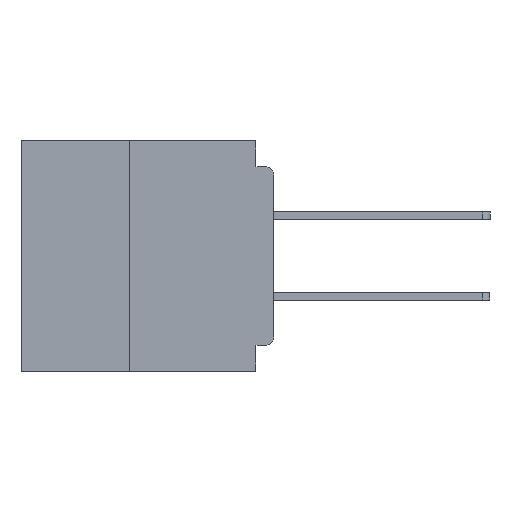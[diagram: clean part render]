
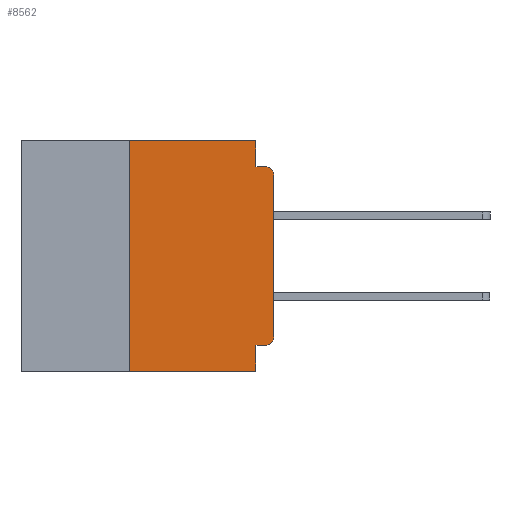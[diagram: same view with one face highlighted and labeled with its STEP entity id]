
A CAD part, left-side view. The second image highlights one B-rep face of the part: STEP entity #8562.
In plain terms, the highlighted planar face has unit normal (-1, 0, 0).
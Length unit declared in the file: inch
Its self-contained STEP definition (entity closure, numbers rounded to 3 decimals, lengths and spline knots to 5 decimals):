
#364 = VECTOR ( 'NONE', #4265, 39.37008 ) ;
#378 = DIRECTION ( 'NONE',  ( 0., 0., 1. ) ) ;
#997 = CARTESIAN_POINT ( 'NONE',  ( 0., 0.437, -0.4 ) ) ;
#2059 = CARTESIAN_POINT ( 'NONE',  ( 0., 0.015, -0.06 ) ) ;
#2536 = CARTESIAN_POINT ( 'NONE',  ( 0., 0., -0.34 ) ) ;
#2616 = CARTESIAN_POINT ( 'NONE',  ( 0., 0., 0. ) ) ;
#3349 = CARTESIAN_POINT ( 'NONE',  ( 0., 0., -0.045 ) ) ;
#3842 = VERTEX_POINT ( 'NONE', #41314 ) ;
#3959 = ORIENTED_EDGE ( 'NONE', *, *, #12142, .T. ) ;
#4265 = DIRECTION ( 'NONE',  ( 0., 1., 0. ) ) ;
#4396 = CARTESIAN_POINT ( 'NONE',  ( 0., 0.437, 0. ) ) ;
#4450 = CARTESIAN_POINT ( 'NONE',  ( 0., 0.015, -0.045 ) ) ;
#4830 = CARTESIAN_POINT ( 'NONE',  ( 0., 0., -0.355 ) ) ;
#5076 = ORIENTED_EDGE ( 'NONE', *, *, #22270, .T. ) ;
#5325 = EDGE_CURVE ( 'NONE', #31102, #47811, #32537, .T. ) ;
#5458 = LINE ( 'NONE', #997, #24931 ) ;
#5951 = DIRECTION ( 'NONE',  ( 0., 0., -1. ) ) ;
#6611 = LINE ( 'NONE', #23661, #47826 ) ;
#7750 = CIRCLE ( 'NONE', #41390, 0.015 ) ;
#8325 = DIRECTION ( 'NONE',  ( 1., 0., 0. ) ) ;
#8562 = ADVANCED_FACE ( 'NONE', ( #14077 ), #27673, .F. ) ;
#8968 = DIRECTION ( 'NONE',  ( 0., -1., 0. ) ) ;
#9101 = LINE ( 'NONE', #43784, #18285 ) ;
#9701 = ORIENTED_EDGE ( 'NONE', *, *, #5325, .F. ) ;
#10910 = DIRECTION ( 'NONE',  ( 0., 0., -1. ) ) ;
#12142 = EDGE_CURVE ( 'NONE', #38270, #28433, #5458, .T. ) ;
#13125 = CARTESIAN_POINT ( 'NONE',  ( 0., 0.031, -0.045 ) ) ;
#13417 = EDGE_CURVE ( 'NONE', #45090, #28499, #7750, .T. ) ;
#14077 = FACE_OUTER_BOUND ( 'NONE', #27241, .T. ) ;
#14352 = DIRECTION ( 'NONE',  ( 0., 0., 1. ) ) ;
#16384 = VERTEX_POINT ( 'NONE', #37985 ) ;
#16976 = VERTEX_POINT ( 'NONE', #2536 ) ;
#18285 = VECTOR ( 'NONE', #43274, 39.37008 ) ;
#19038 = DIRECTION ( 'NONE',  ( 0., -1., 0. ) ) ;
#19462 = CARTESIAN_POINT ( 'NONE',  ( 0., 0., -0.06 ) ) ;
#19857 = DIRECTION ( 'NONE',  ( 0., -1., 0. ) ) ;
#20502 = DIRECTION ( 'NONE',  ( -1., 0., 0. ) ) ;
#20621 = VECTOR ( 'NONE', #19038, 39.37008 ) ;
#20759 = EDGE_CURVE ( 'NONE', #47811, #28433, #37211, .T. ) ;
#22186 = AXIS2_PLACEMENT_3D ( 'NONE', #4396, #8325, #35409 ) ;
#22270 = EDGE_CURVE ( 'NONE', #31102, #16976, #37665, .T. ) ;
#22521 = ORIENTED_EDGE ( 'NONE', *, *, #24848, .F. ) ;
#23661 = CARTESIAN_POINT ( 'NONE',  ( 0., 0.25, -0.4 ) ) ;
#24118 = ORIENTED_EDGE ( 'NONE', *, *, #13417, .T. ) ;
#24848 = EDGE_CURVE ( 'NONE', #3842, #16384, #27446, .T. ) ;
#24931 = VECTOR ( 'NONE', #8968, 39.37008 ) ;
#25817 = CARTESIAN_POINT ( 'NONE',  ( 0., 0.031, -0.355 ) ) ;
#26234 = VECTOR ( 'NONE', #19857, 39.37008 ) ;
#26918 = VECTOR ( 'NONE', #14352, 39.37008 ) ;
#27241 = EDGE_LOOP ( 'NONE', ( #34628, #24118, #45937, #39194, #22521, #35236, #3959, #28406, #9701, #5076 ) ) ;
#27446 = LINE ( 'NONE', #46654, #26234 ) ;
#27654 = EDGE_CURVE ( 'NONE', #47628, #28499, #41092, .T. ) ;
#27673 = PLANE ( 'NONE',  #22186 ) ;
#28000 = CARTESIAN_POINT ( 'NONE',  ( 0., 0.015, -0.355 ) ) ;
#28193 = VECTOR ( 'NONE', #10910, 39.37008 ) ;
#28406 = ORIENTED_EDGE ( 'NONE', *, *, #20759, .F. ) ;
#28433 = VERTEX_POINT ( 'NONE', #38830 ) ;
#28499 = VERTEX_POINT ( 'NONE', #4450 ) ;
#29242 = DIRECTION ( 'NONE',  ( -1., 0., 0. ) ) ;
#30654 = AXIS2_PLACEMENT_3D ( 'NONE', #43583, #20502, #47459 ) ;
#31102 = VERTEX_POINT ( 'NONE', #28000 ) ;
#32537 = LINE ( 'NONE', #4830, #364 ) ;
#34116 = CARTESIAN_POINT ( 'NONE',  ( 0., 0.031, -0.4 ) ) ;
#34628 = ORIENTED_EDGE ( 'NONE', *, *, #36322, .T. ) ;
#35236 = ORIENTED_EDGE ( 'NONE', *, *, #45093, .F. ) ;
#35409 = DIRECTION ( 'NONE',  ( 0., 0., -1. ) ) ;
#36322 = EDGE_CURVE ( 'NONE', #16976, #45090, #37143, .T. ) ;
#37143 = LINE ( 'NONE', #2616, #26918 ) ;
#37211 = LINE ( 'NONE', #34116, #28193 ) ;
#37665 = CIRCLE ( 'NONE', #30654, 0.015 ) ;
#37985 = CARTESIAN_POINT ( 'NONE',  ( 0., 0.031, 0. ) ) ;
#38270 = VERTEX_POINT ( 'NONE', #45453 ) ;
#38830 = CARTESIAN_POINT ( 'NONE',  ( 0., 0.031, -0.4 ) ) ;
#39194 = ORIENTED_EDGE ( 'NONE', *, *, #44635, .F. ) ;
#41092 = LINE ( 'NONE', #3349, #20621 ) ;
#41314 = CARTESIAN_POINT ( 'NONE',  ( 0., 0.25, 0. ) ) ;
#41390 = AXIS2_PLACEMENT_3D ( 'NONE', #2059, #29242, #5951 ) ;
#43274 = DIRECTION ( 'NONE',  ( 0., 0., -1. ) ) ;
#43583 = CARTESIAN_POINT ( 'NONE',  ( 0., 0.015, -0.34 ) ) ;
#43784 = CARTESIAN_POINT ( 'NONE',  ( 0., 0.031, 0. ) ) ;
#44635 = EDGE_CURVE ( 'NONE', #16384, #47628, #9101, .T. ) ;
#45090 = VERTEX_POINT ( 'NONE', #19462 ) ;
#45093 = EDGE_CURVE ( 'NONE', #38270, #3842, #6611, .T. ) ;
#45453 = CARTESIAN_POINT ( 'NONE',  ( 0., 0.25, -0.4 ) ) ;
#45937 = ORIENTED_EDGE ( 'NONE', *, *, #27654, .F. ) ;
#46654 = CARTESIAN_POINT ( 'NONE',  ( 0., 0.437, 0. ) ) ;
#47459 = DIRECTION ( 'NONE',  ( 0., 0., -1. ) ) ;
#47628 = VERTEX_POINT ( 'NONE', #13125 ) ;
#47811 = VERTEX_POINT ( 'NONE', #25817 ) ;
#47826 = VECTOR ( 'NONE', #378, 39.37008 ) ;
